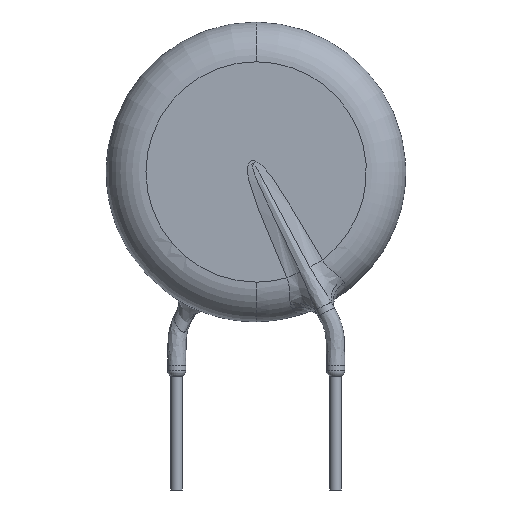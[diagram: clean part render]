
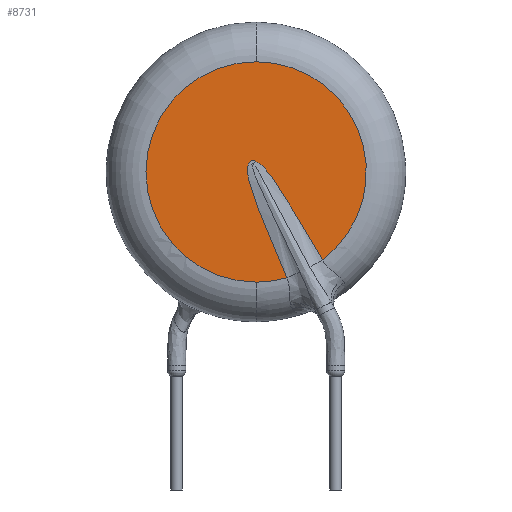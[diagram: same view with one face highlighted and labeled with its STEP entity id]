
A CAD part, front view. The second image highlights one B-rep face of the part: STEP entity #8731.
In plain terms, the highlighted planar face has unit normal (0, -1, 0).
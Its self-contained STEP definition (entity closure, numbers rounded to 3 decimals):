
#170 = VERTEX_POINT ( 'NONE', #7998 ) ;
#184 = CARTESIAN_POINT ( 'NONE',  ( 0., -1.75, 0. ) ) ;
#212 = CARTESIAN_POINT ( 'NONE',  ( 1.347, -1.75, -4.659 ) ) ;
#818 = CARTESIAN_POINT ( 'NONE',  ( 0.626, -1.75, -2.966 ) ) ;
#879 = CARTESIAN_POINT ( 'NONE',  ( -0.359, -1.75, 0.309 ) ) ;
#1085 = CARTESIAN_POINT ( 'NONE',  ( 0., -1.75, 4.85 ) ) ;
#1145 = VERTEX_POINT ( 'NONE', #6283 ) ;
#1488 = AXIS2_PLACEMENT_3D ( 'NONE', #13713, #4223, #11738 ) ;
#1837 = CARTESIAN_POINT ( 'NONE',  ( -0.271, -1.75, 0.464 ) ) ;
#1863 = AXIS2_PLACEMENT_3D ( 'NONE', #10946, #3333, #3614 ) ;
#1917 = CARTESIAN_POINT ( 'NONE',  ( 0.285, -1.75, 0.254 ) ) ;
#1957 = B_SPLINE_CURVE_WITH_KNOTS ( 'NONE', 3,
 ( #12888, #3971, #818, #7538, #5242, #3050, #4244, #5044, #8602, #9702, #5183, #7321, #879, #3190, #1837, #12687, #11880, #1983, #11816, #14017, #1917, #5117, #6193, #2914, #7261, #8528, #2113, #9493, #13805, #10526 ),
 .UNSPECIFIED., .F., .F.,
 ( 4, 2, 2, 2, 2, 2, 2, 2, 2, 2, 2, 2, 2, 2, 4 ),
 ( 0., 0.003, 0.003, 0.004, 0.005, 0.005, 0.005, 0.006, 0.006, 0.006, 0.006, 0.007, 0.008, 0.008, 0.011 ),
 .UNSPECIFIED. ) ;
#1968 = FACE_OUTER_BOUND ( 'NONE', #2879, .T. ) ;
#1983 = CARTESIAN_POINT ( 'NONE',  ( 0.008, -1.75, 0.46 ) ) ;
#2030 = PLANE ( 'NONE',  #1488 ) ;
#2113 = CARTESIAN_POINT ( 'NONE',  ( 1.404, -1.75, -1.323 ) ) ;
#2286 = EDGE_CURVE ( 'NONE', #1145, #8756, #8020, .T. ) ;
#2879 = EDGE_LOOP ( 'NONE', ( #9989, #8591, #5409, #9857 ) ) ;
#2914 = CARTESIAN_POINT ( 'NONE',  ( 0.917, -1.75, -0.551 ) ) ;
#3050 = CARTESIAN_POINT ( 'NONE',  ( -0.05, -1.75, -1.255 ) ) ;
#3190 = CARTESIAN_POINT ( 'NONE',  ( -0.311, -1.75, 0.415 ) ) ;
#3273 = AXIS2_PLACEMENT_3D ( 'NONE', #184, #10880, #3328 ) ;
#3328 = DIRECTION ( 'NONE',  ( 0., 0., 1. ) ) ;
#3333 = DIRECTION ( 'NONE',  ( 0., -1., 0. ) ) ;
#3614 = DIRECTION ( 'NONE',  ( 0., 0., 1. ) ) ;
#3956 = AXIS2_PLACEMENT_3D ( 'NONE', #9682, #5031, #7242 ) ;
#3971 = CARTESIAN_POINT ( 'NONE',  ( 0.983, -1.75, -3.814 ) ) ;
#4223 = DIRECTION ( 'NONE',  ( 0., 1., 0. ) ) ;
#4244 = CARTESIAN_POINT ( 'NONE',  ( -0.129, -1.75, -1.039 ) ) ;
#5031 = DIRECTION ( 'NONE',  ( 0., -1., 0. ) ) ;
#5044 = CARTESIAN_POINT ( 'NONE',  ( -0.268, -1.75, -0.6 ) ) ;
#5117 = CARTESIAN_POINT ( 'NONE',  ( 0.52, -1.75, 0.004 ) ) ;
#5183 = CARTESIAN_POINT ( 'NONE',  ( -0.389, -1.75, 0.079 ) ) ;
#5242 = CARTESIAN_POINT ( 'NONE',  ( 0.114, -1.75, -1.685 ) ) ;
#5409 = ORIENTED_EDGE ( 'NONE', *, *, #6090, .T. ) ;
#6090 = EDGE_CURVE ( 'NONE', #170, #6896, #12843, .T. ) ;
#6193 = CARTESIAN_POINT ( 'NONE',  ( 0.656, -1.75, -0.178 ) ) ;
#6283 = CARTESIAN_POINT ( 'NONE',  ( 2.918, -1.75, -3.874 ) ) ;
#6896 = VERTEX_POINT ( 'NONE', #212 ) ;
#7242 = DIRECTION ( 'NONE',  ( 0., 0., 1. ) ) ;
#7261 = CARTESIAN_POINT ( 'NONE',  ( 1.041, -1.75, -0.743 ) ) ;
#7321 = CARTESIAN_POINT ( 'NONE',  ( -0.37, -1.75, 0.251 ) ) ;
#7538 = CARTESIAN_POINT ( 'NONE',  ( 0.199, -1.75, -1.899 ) ) ;
#7998 = CARTESIAN_POINT ( 'NONE',  ( 0., -1.75, -4.85 ) ) ;
#8020 = CIRCLE ( 'NONE', #1863, 4.85 ) ;
#8528 = CARTESIAN_POINT ( 'NONE',  ( 1.285, -1.75, -1.129 ) ) ;
#8591 = ORIENTED_EDGE ( 'NONE', *, *, #12428, .T. ) ;
#8602 = CARTESIAN_POINT ( 'NONE',  ( -0.331, -1.75, -0.379 ) ) ;
#8731 = ADVANCED_FACE ( 'NONE', ( #1968 ), #2030, .F. ) ;
#8756 = VERTEX_POINT ( 'NONE', #1085 ) ;
#9493 = CARTESIAN_POINT ( 'NONE',  ( 1.999, -1.75, -2.296 ) ) ;
#9682 = CARTESIAN_POINT ( 'NONE',  ( 0., -1.75, 0. ) ) ;
#9702 = CARTESIAN_POINT ( 'NONE',  ( -0.379, -1.75, -0.037 ) ) ;
#9857 = ORIENTED_EDGE ( 'NONE', *, *, #10857, .T. ) ;
#9989 = ORIENTED_EDGE ( 'NONE', *, *, #2286, .T. ) ;
#10526 = CARTESIAN_POINT ( 'NONE',  ( 2.918, -1.75, -3.874 ) ) ;
#10778 = CIRCLE ( 'NONE', #3273, 4.85 ) ;
#10857 = EDGE_CURVE ( 'NONE', #6896, #1145, #1957, .T. ) ;
#10880 = DIRECTION ( 'NONE',  ( 0., -1., 0. ) ) ;
#10946 = CARTESIAN_POINT ( 'NONE',  ( 0., -1.75, 0. ) ) ;
#11738 = DIRECTION ( 'NONE',  ( 0., 0., 1. ) ) ;
#11816 = CARTESIAN_POINT ( 'NONE',  ( 0.059, -1.75, 0.431 ) ) ;
#11880 = CARTESIAN_POINT ( 'NONE',  ( -0.101, -1.75, 0.497 ) ) ;
#12428 = EDGE_CURVE ( 'NONE', #8756, #170, #10778, .T. ) ;
#12687 = CARTESIAN_POINT ( 'NONE',  ( -0.163, -1.75, 0.505 ) ) ;
#12843 = CIRCLE ( 'NONE', #3956, 4.85 ) ;
#12888 = CARTESIAN_POINT ( 'NONE',  ( 1.347, -1.75, -4.659 ) ) ;
#13713 = CARTESIAN_POINT ( 'NONE',  ( 0., -1.75, 0. ) ) ;
#13805 = CARTESIAN_POINT ( 'NONE',  ( 2.462, -1.75, -3.083 ) ) ;
#14017 = CARTESIAN_POINT ( 'NONE',  ( 0.201, -1.75, 0.334 ) ) ;
